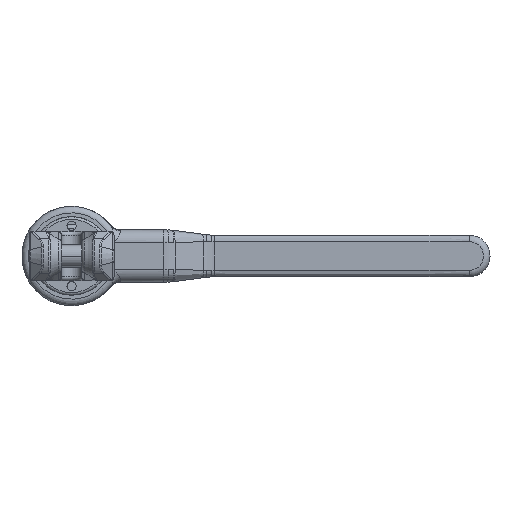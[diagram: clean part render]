
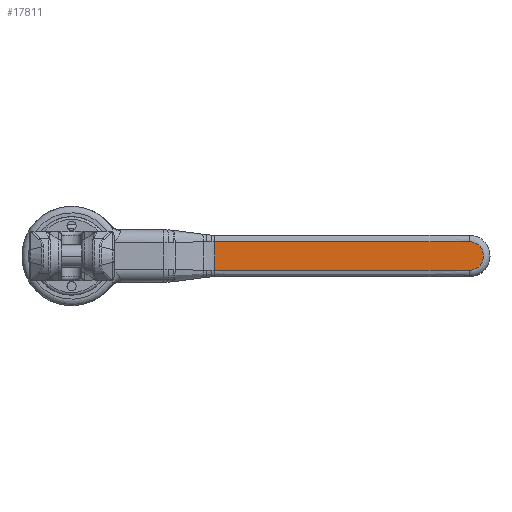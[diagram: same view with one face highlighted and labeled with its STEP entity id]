
A CAD part, left-side view. The second image highlights one B-rep face of the part: STEP entity #17811.
In plain terms, the highlighted face is planar.
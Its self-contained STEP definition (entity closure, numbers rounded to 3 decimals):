
#15701=CARTESIAN_POINT('',(109.403,11.,
-9.));
#15738=CARTESIAN_POINT('',(304.,11.,-9.));
#15739=CARTESIAN_POINT('',(298.88,11.,-9.));
#15740=CARTESIAN_POINT('',(288.984,11.,-9.));
#15741=CARTESIAN_POINT('',(275.207,11.,-9.));
#15742=CARTESIAN_POINT('',(262.392,11.,-9.));
#15743=CARTESIAN_POINT('',(250.48,11.,-9.));
#15744=CARTESIAN_POINT('',(239.405,11.,-9.));
#15745=CARTESIAN_POINT('',(229.108,11.,-9.));
#15746=CARTESIAN_POINT('',(219.534,11.,-9.));
#15747=CARTESIAN_POINT('',(210.634,11.,-9.));
#15748=CARTESIAN_POINT('',(202.359,11.,-9.));
#15749=CARTESIAN_POINT('',(194.665,11.,-9.));
#15750=CARTESIAN_POINT('',(187.512,11.,-9.));
#15751=CARTESIAN_POINT('',(180.861,11.,-9.));
#15752=CARTESIAN_POINT('',(174.678,11.,-9.));
#15753=CARTESIAN_POINT('',(168.929,11.,-9.));
#15754=CARTESIAN_POINT('',(163.584,11.,-9.));
#15755=CARTESIAN_POINT('',(158.615,11.,-9.));
#15756=CARTESIAN_POINT('',(153.994,11.,-9.));
#15757=CARTESIAN_POINT('',(149.698,11.,-9.));
#15758=CARTESIAN_POINT('',(145.704,11.,-9.));
#15759=CARTESIAN_POINT('',(141.991,11.,-9.));
#15760=CARTESIAN_POINT('',(138.538,11.,-9.));
#15761=CARTESIAN_POINT('',(135.328,11.,-9.));
#15762=CARTESIAN_POINT('',(132.344,11.,
-9.));
#15763=CARTESIAN_POINT('',(129.569,11.,
-9.));
#15764=CARTESIAN_POINT('',(126.99,11.,
-9.));
#15765=CARTESIAN_POINT('',(124.592,11.,
-9.));
#15766=CARTESIAN_POINT('',(122.363,11.,
-9.));
#15767=CARTESIAN_POINT('',(120.292,11.,
-9.));
#15768=CARTESIAN_POINT('',(118.368,11.,
-9.));
#15769=CARTESIAN_POINT('',(116.58,11.,
-9.));
#15770=CARTESIAN_POINT('',(114.919,11.,
-9.));
#15771=CARTESIAN_POINT('',(113.378,11.,
-9.));
#15772=CARTESIAN_POINT('',(111.949,11.,
-9.));
#15773=CARTESIAN_POINT('',(110.623,10.999,
-9.));
#15774=CARTESIAN_POINT('',(109.799,11.001,
-9.));
#15775=CARTESIAN_POINT('',(109.403,11.,
-9.));
#15777=DIRECTION('',(0.,1.,0.));
#15778=VECTOR('',#15777,22.);
#15779=CARTESIAN_POINT('',(109.403,-11.,
-9.));
#15780=LINE('',#15779,#15778);
#15781=CARTESIAN_POINT('',(109.403,-11.,
-9.));
#15782=CARTESIAN_POINT('',(109.793,-11.001,
-9.));
#15783=CARTESIAN_POINT('',(110.604,-10.999,
-9.));
#15784=CARTESIAN_POINT('',(111.903,-11.,
-9.));
#15785=CARTESIAN_POINT('',(113.317,-11.,
-9.));
#15786=CARTESIAN_POINT('',(114.851,-11.,
-9.));
#15787=CARTESIAN_POINT('',(116.507,-11.,
-9.));
#15788=CARTESIAN_POINT('',(118.292,-11.,
-9.));
#15789=CARTESIAN_POINT('',(120.217,-11.,
-9.));
#15790=CARTESIAN_POINT('',(122.291,-11.,
-9.));
#15791=CARTESIAN_POINT('',(124.524,-11.,
-9.));
#15792=CARTESIAN_POINT('',(126.927,-11.,
-9.));
#15793=CARTESIAN_POINT('',(129.512,-11.,
-9.));
#15794=CARTESIAN_POINT('',(132.293,-11.,
-9.));
#15795=CARTESIAN_POINT('',(135.284,-11.,
-9.));
#15796=CARTESIAN_POINT('',(138.501,-11.,-9.));
#15797=CARTESIAN_POINT('',(141.961,-11.,-9.));
#15798=CARTESIAN_POINT('',(145.682,-11.,-9.));
#15799=CARTESIAN_POINT('',(149.683,-11.,-9.));
#15800=CARTESIAN_POINT('',(153.986,-11.,-9.));
#15801=CARTESIAN_POINT('',(158.613,-11.,-9.));
#15802=CARTESIAN_POINT('',(163.589,-11.,-9.));
#15803=CARTESIAN_POINT('',(168.941,-11.,-9.));
#15804=CARTESIAN_POINT('',(174.696,-11.,-9.));
#15805=CARTESIAN_POINT('',(180.884,-11.,-9.));
#15806=CARTESIAN_POINT('',(187.54,-11.,-9.));
#15807=CARTESIAN_POINT('',(194.697,-11.,-9.));
#15808=CARTESIAN_POINT('',(202.395,-11.,-9.));
#15809=CARTESIAN_POINT('',(210.672,-11.,-9.));
#15810=CARTESIAN_POINT('',(219.574,-11.,-9.));
#15811=CARTESIAN_POINT('',(229.148,-11.,-9.));
#15812=CARTESIAN_POINT('',(239.443,-11.,-9.));
#15813=CARTESIAN_POINT('',(250.516,-11.,-9.));
#15814=CARTESIAN_POINT('',(262.423,-11.,-9.));
#15815=CARTESIAN_POINT('',(275.23,-11.,-9.));
#15816=CARTESIAN_POINT('',(288.997,-11.,-9.));
#15817=CARTESIAN_POINT('',(298.885,-11.,-9.));
#15818=CARTESIAN_POINT('',(304.,-11.,-9.));
#15820=CARTESIAN_POINT('',(304.,0.,-9.));
#15821=DIRECTION('',(0.,0.,1.));
#15822=DIRECTION('',(0.,-1.,0.));
#15823=AXIS2_PLACEMENT_3D('',#15820,#15821,#15822);
#16563=VERTEX_POINT('',#15701);
#16565=VERTEX_POINT('',#15738);
#16567=CARTESIAN_POINT('',(304.,-11.,-9.));
#16568=VERTEX_POINT('',#16567);
#16571=VERTEX_POINT('',#15781);
#17798=CARTESIAN_POINT('',(105.,50.,-9.));
#17799=DIRECTION('',(0.,0.,-1.));
#17800=DIRECTION('',(1.,0.,0.));
#17801=AXIS2_PLACEMENT_3D('',#17798,#17799,#17800);
#17802=PLANE('',#17801);
#17803=ORIENTED_EDGE('',*,*,#17789,.T.);
#17804=ORIENTED_EDGE('',*,*,#17512,.F.);
#17806=ORIENTED_EDGE('',*,*,#17805,.T.);
#17808=ORIENTED_EDGE('',*,*,#17807,.T.);
#17809=EDGE_LOOP('',(#17803,#17804,#17806,#17808));
#17810=FACE_OUTER_BOUND('',#17809,.F.);
#17811=ADVANCED_FACE('',(#17810),#17802,.T.);
#15776=B_SPLINE_CURVE_WITH_KNOTS('',3,(#15738,#15739,#15740,#15741,#15742,
#15743,#15744,#15745,#15746,#15747,#15748,#15749,#15750,#15751,#15752,#15753,
#15754,#15755,#15756,#15757,#15758,#15759,#15760,#15761,#15762,#15763,#15764,
#15765,#15766,#15767,#15768,#15769,#15770,#15771,#15772,#15773,#15774,#15775),
.UNSPECIFIED.,.F.,.F.,(4,1,1,1,1,1,1,1,1,1,1,1,1,1,1,1,1,1,1,1,1,1,1,1,1,1,1,1,
1,1,1,1,1,1,1,4),(0.,0.029,0.057,0.086,
0.114,0.143,0.171,0.2,0.229,
0.257,0.286,0.314,0.343,
0.371,0.4,0.429,0.457,0.486,
0.514,0.543,0.571,0.6,0.629,
0.657,0.686,0.714,0.743,
0.771,0.8,0.829,0.857,0.886,
0.914,0.943,0.971,1.),.UNSPECIFIED.);
#15819=B_SPLINE_CURVE_WITH_KNOTS('',3,(#15781,#15782,#15783,#15784,#15785,
#15786,#15787,#15788,#15789,#15790,#15791,#15792,#15793,#15794,#15795,#15796,
#15797,#15798,#15799,#15800,#15801,#15802,#15803,#15804,#15805,#15806,#15807,
#15808,#15809,#15810,#15811,#15812,#15813,#15814,#15815,#15816,#15817,#15818),
.UNSPECIFIED.,.F.,.F.,(4,1,1,1,1,1,1,1,1,1,1,1,1,1,1,1,1,1,1,1,1,1,1,1,1,1,1,1,
1,1,1,1,1,1,1,4),(0.,0.029,0.057,0.086,
0.114,0.143,0.171,0.2,0.229,
0.257,0.286,0.314,0.343,
0.371,0.4,0.429,0.457,0.486,
0.514,0.543,0.571,0.6,0.629,
0.657,0.686,0.714,0.743,
0.771,0.8,0.829,0.857,0.886,
0.914,0.943,0.971,1.),.UNSPECIFIED.);
#15824=CIRCLE('',#15823,11.);
#17512=EDGE_CURVE('',#16571,#16563,#15780,.T.);
#17789=EDGE_CURVE('',#16565,#16563,#15776,.T.);
#17805=EDGE_CURVE('',#16571,#16568,#15819,.T.);
#17807=EDGE_CURVE('',#16568,#16565,#15824,.T.);
